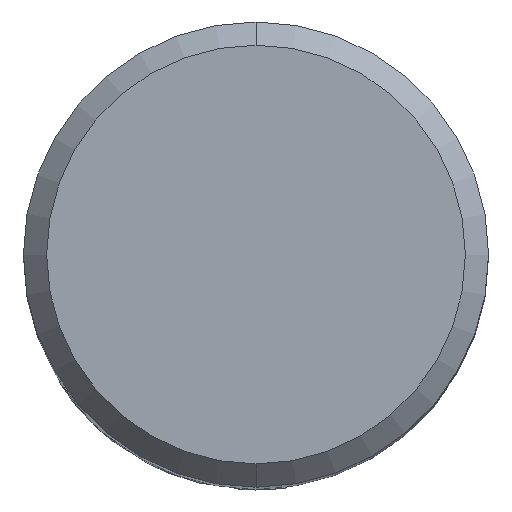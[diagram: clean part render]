
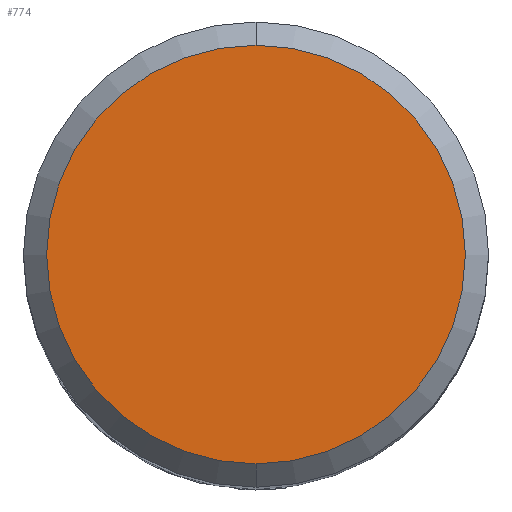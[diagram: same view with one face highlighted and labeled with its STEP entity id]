
A CAD part, top view. The second image highlights one B-rep face of the part: STEP entity #774.
In plain terms, the highlighted planar face has unit normal (0, 0, 1).
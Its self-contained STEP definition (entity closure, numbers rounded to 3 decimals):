
#504=VERTEX_POINT('',#1245);
#520=EDGE_CURVE('',#890,#504,#1261,.T.);
#774=ADVANCED_FACE('',(#1541),#1542,.T.);
#890=VERTEX_POINT('',#1669);
#976=EDGE_CURVE('',#504,#890,#1762,.T.);
#1245=CARTESIAN_POINT('',(0.,-9.0,0.0));
#1261=CIRCLE('',#2705,9.0);
#1541=FACE_OUTER_BOUND('',#5018,.T.);
#1542=PLANE('',#5019);
#1669=CARTESIAN_POINT('',(0.0,9.0,0.0));
#1762=CIRCLE('',#6794,9.0);
#2705=AXIS2_PLACEMENT_3D('',#7404,#7405,#7406);
#5018=EDGE_LOOP('',(#7717,#7718));
#5019=AXIS2_PLACEMENT_3D('',#7719,#7720,#7721);
#6794=AXIS2_PLACEMENT_3D('',#7932,#7933,#7934);
#7404=CARTESIAN_POINT('',(0.0,0.0,0.0));
#7405=DIRECTION('',(0.0,0.0,-1.0));
#7406=DIRECTION('',(0.0,1.0,0.0));
#7717=ORIENTED_EDGE('',*,*,#520,.F.);
#7718=ORIENTED_EDGE('',*,*,#976,.F.);
#7719=CARTESIAN_POINT('',(0.0,4.5,0.0));
#7720=DIRECTION('',(-0.0,0.0,1.0));
#7721=DIRECTION('',(0.0,-1.0,0.0));
#7932=CARTESIAN_POINT('',(0.0,0.0,0.0));
#7933=DIRECTION('',(0.0,0.0,-1.0));
#7934=DIRECTION('',(0.0,1.0,0.0));
